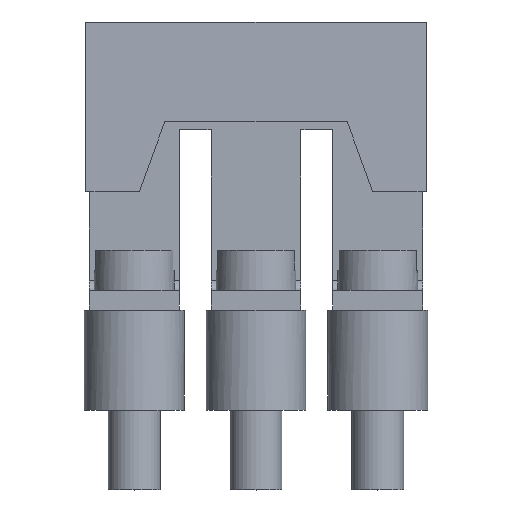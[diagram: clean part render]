
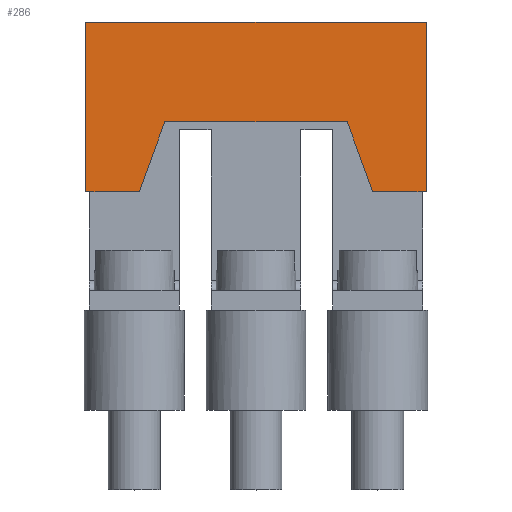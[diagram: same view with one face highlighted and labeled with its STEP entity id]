
A CAD part, top view. The second image highlights one B-rep face of the part: STEP entity #286.
In plain terms, the highlighted planar face has unit normal (0, 0.018, 1).
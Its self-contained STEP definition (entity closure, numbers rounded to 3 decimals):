
#286=ADVANCED_FACE('',(#459),#383,.T.);
#383=PLANE('',#1714);
#459=FACE_OUTER_BOUND('',#534,.T.);
#534=EDGE_LOOP('',(#982,#983,#984,#985,#986,#987,#988,#989));
#664=LINE('',#2389,#799);
#683=LINE('',#2458,#818);
#691=LINE('',#2473,#826);
#692=LINE('',#2476,#827);
#693=LINE('',#2477,#828);
#694=LINE('',#2479,#829);
#695=LINE('',#2481,#830);
#696=LINE('',#2482,#831);
#799=VECTOR('',#1885,1.);
#818=VECTOR('',#1932,1.);
#826=VECTOR('',#1944,1.);
#827=VECTOR('',#1945,1.);
#828=VECTOR('',#1946,1.);
#829=VECTOR('',#1947,1.);
#830=VECTOR('',#1948,1.);
#831=VECTOR('',#1949,1.);
#982=ORIENTED_EDGE('',*,*,#1537,.F.);
#983=ORIENTED_EDGE('',*,*,#1538,.T.);
#984=ORIENTED_EDGE('',*,*,#1529,.T.);
#985=ORIENTED_EDGE('',*,*,#1539,.F.);
#986=ORIENTED_EDGE('',*,*,#1540,.F.);
#987=ORIENTED_EDGE('',*,*,#1541,.F.);
#988=ORIENTED_EDGE('',*,*,#1499,.F.);
#989=ORIENTED_EDGE('',*,*,#1542,.F.);
#1358=VERTEX_POINT('',#2390);
#1359=VERTEX_POINT('',#2391);
#1385=VERTEX_POINT('',#2457);
#1386=VERTEX_POINT('',#2459);
#1391=VERTEX_POINT('',#2474);
#1392=VERTEX_POINT('',#2475);
#1393=VERTEX_POINT('',#2478);
#1394=VERTEX_POINT('',#2480);
#1499=EDGE_CURVE('',#1358,#1359,#664,.T.);
#1529=EDGE_CURVE('',#1386,#1385,#683,.T.);
#1537=EDGE_CURVE('',#1391,#1392,#691,.T.);
#1538=EDGE_CURVE('',#1391,#1386,#692,.T.);
#1539=EDGE_CURVE('',#1393,#1385,#693,.T.);
#1540=EDGE_CURVE('',#1394,#1393,#694,.T.);
#1541=EDGE_CURVE('',#1359,#1394,#695,.T.);
#1542=EDGE_CURVE('',#1392,#1358,#696,.T.);
#1714=AXIS2_PLACEMENT_3D('',#2483,#1950,#1951);
#1885=DIRECTION('',(-1.,0.,0.));
#1932=DIRECTION('',(-1.,0.,0.));
#1944=DIRECTION('',(-1.,0.,0.));
#1945=DIRECTION('',(0.,1.,-0.017));
#1946=DIRECTION('',(0.,1.,-0.017));
#1947=DIRECTION('',(-1.,0.,0.));
#1948=DIRECTION('',(-0.342,-0.94,0.016));
#1949=DIRECTION('',(-0.342,0.94,-0.016));
#1950=DIRECTION('',(0.,0.017,1.));
#1951=DIRECTION('',(0.,-1.,0.017));
#2389=CARTESIAN_POINT('',(-20.717,-4.5,1.6));
#2390=CARTESIAN_POINT('',(-23.679,-4.5,1.6));
#2391=CARTESIAN_POINT('',(-32.821,-4.5,1.6));
#2457=CARTESIAN_POINT('',(-36.77,0.5,1.513));
#2458=CARTESIAN_POINT('',(-35.382,0.5,1.513));
#2459=CARTESIAN_POINT('',(-19.73,0.5,1.513));
#2473=CARTESIAN_POINT('',(-20.717,-8.,1.661));
#2474=CARTESIAN_POINT('',(-19.73,-8.,1.661));
#2475=CARTESIAN_POINT('',(-22.405,-8.,1.661));
#2476=CARTESIAN_POINT('',(-19.73,-8.,1.661));
#2477=CARTESIAN_POINT('',(-36.77,-8.,1.661));
#2478=CARTESIAN_POINT('',(-36.77,-8.,1.661));
#2479=CARTESIAN_POINT('',(-15.157,-8.,1.661));
#2480=CARTESIAN_POINT('',(-34.095,-8.,1.661));
#2481=CARTESIAN_POINT('',(-31.88,-1.915,1.555));
#2482=CARTESIAN_POINT('',(-22.208,-8.542,1.671));
#2483=CARTESIAN_POINT('',(-20.717,-8.,1.661));
